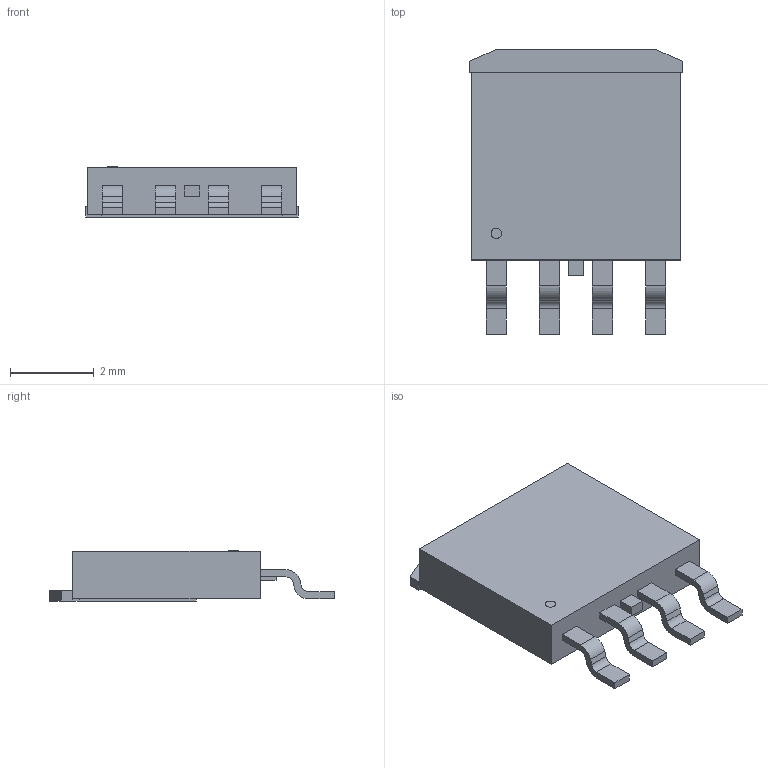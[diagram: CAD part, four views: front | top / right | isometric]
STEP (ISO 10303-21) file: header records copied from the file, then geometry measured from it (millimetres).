
FILE_DESCRIPTION(('STEP AP214'),'1');
FILE_NAME('TO_0EP-T1_BE3_VIS','2024-06-09T02:23:18',(''),(''),'','','');
FILE_SCHEMA(('AUTOMOTIVE_DESIGN'));
Length unit declared in the file: millimetre
Products named in the file (1): product
Bounding box: 5.08 x 6.81 x 1.2 mm (x, y, z)
Volume: 27.6 mm3; surface area: 112.4 mm2
Topology: 8 solids, 8 shells, 87 faces, 213 edges, 142 vertices
Faces by surface type: plane 70, cylinder 17
Full cylindrical faces by diameter (mm): 0.25 x1
Entity records: 2587 total; most frequent: DIRECTION 424, ORIENTED_EDGE 424, CARTESIAN_POINT 249, EDGE_CURVE 212, LINE 178, VECTOR 178, VERTEX_POINT 142, AXIS2_PLACEMENT_3D 123
